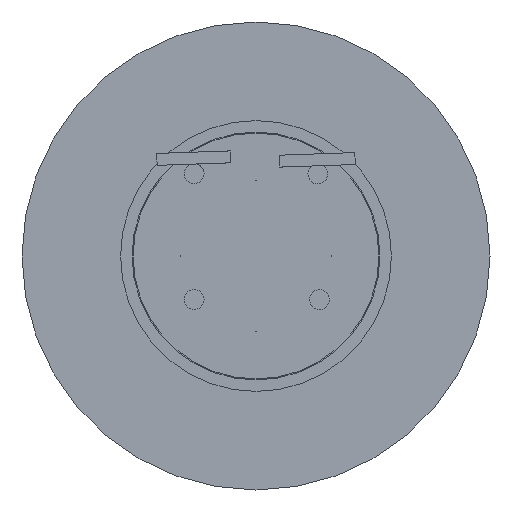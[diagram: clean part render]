
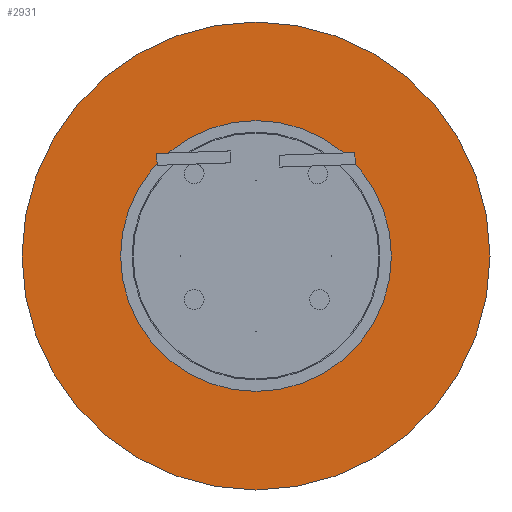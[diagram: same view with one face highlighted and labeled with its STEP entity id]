
A CAD part, left-side view. The second image highlights one B-rep face of the part: STEP entity #2931.
In plain terms, the highlighted planar face has unit normal (-1, 0, 0).
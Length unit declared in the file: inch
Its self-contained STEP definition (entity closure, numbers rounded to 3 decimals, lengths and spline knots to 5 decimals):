
#159 = VERTEX_POINT ( 'NONE', #6162 ) ;
#202 = VERTEX_POINT ( 'NONE', #695 ) ;
#387 = CARTESIAN_POINT ( 'NONE',  ( -0.17422, 0.08232, 0.43341 ) ) ;
#391 = CARTESIAN_POINT ( 'NONE',  ( -0.17422, 0.08232, 0.68191 ) ) ;
#695 = CARTESIAN_POINT ( 'NONE',  ( -0.17422, 0.08232, -0.24959 ) ) ;
#829 = CARTESIAN_POINT ( 'NONE',  ( -0.17422, 0.08232, 0.09191 ) ) ;
#830 = DIRECTION ( 'NONE',  ( -1., 0., 0. ) ) ;
#831 = DIRECTION ( 'NONE',  ( 0., 0., 1. ) ) ;
#1341 = FACE_BOUND ( 'NONE', #3172, .T. ) ;
#1353 = FACE_OUTER_BOUND ( 'NONE', #3188, .T. ) ;
#1522 = AXIS2_PLACEMENT_3D ( 'NONE', #5662, #5668, #5669 ) ;
#2020 = AXIS2_PLACEMENT_3D ( 'NONE', #3436, #3437, #3438 ) ;
#2036 = EDGE_CURVE ( 'NONE', #6009, #159, #4251, .T. ) ;
#2037 = AXIS2_PLACEMENT_3D ( 'NONE', #3451, #3452, #3453 ) ;
#2056 = EDGE_CURVE ( 'NONE', #159, #6009, #4294, .T. ) ;
#2062 = EDGE_CURVE ( 'NONE', #6005, #202, #4312, .T. ) ;
#2143 = AXIS2_PLACEMENT_3D ( 'NONE', #3123, #3124, #3125 ) ;
#2931 = ADVANCED_FACE ( 'NONE', ( #1341, #1353 ), #5666, .F. ) ;
#3123 = CARTESIAN_POINT ( 'NONE',  ( -0.17422, 0.08232, 0.09191 ) ) ;
#3124 = DIRECTION ( 'NONE',  ( -1., 0., 0. ) ) ;
#3125 = DIRECTION ( 'NONE',  ( 0., 0., 1. ) ) ;
#3172 = EDGE_LOOP ( 'NONE', ( #3922, #3919 ) ) ;
#3188 = EDGE_LOOP ( 'NONE', ( #3870, #3961 ) ) ;
#3436 = CARTESIAN_POINT ( 'NONE',  ( -0.17422, 0.08232, 0.09191 ) ) ;
#3437 = DIRECTION ( 'NONE',  ( -1., 0., 0. ) ) ;
#3438 = DIRECTION ( 'NONE',  ( 0., 0., 1. ) ) ;
#3451 = CARTESIAN_POINT ( 'NONE',  ( -0.17422, 0.08232, 0.09191 ) ) ;
#3452 = DIRECTION ( 'NONE',  ( -1., 0., 0. ) ) ;
#3453 = DIRECTION ( 'NONE',  ( 0., 0., 1. ) ) ;
#3870 = ORIENTED_EDGE ( 'NONE', *, *, #2036, .T. ) ;
#3919 = ORIENTED_EDGE ( 'NONE', *, *, #6696, .F. ) ;
#3922 = ORIENTED_EDGE ( 'NONE', *, *, #2062, .F. ) ;
#3961 = ORIENTED_EDGE ( 'NONE', *, *, #2056, .T. ) ;
#4251 = CIRCLE ( 'NONE', #2143, 0.59 ) ;
#4294 = CIRCLE ( 'NONE', #2020, 0.59 ) ;
#4312 = CIRCLE ( 'NONE', #2037, 0.3415 ) ;
#5564 = CIRCLE ( 'NONE', #6865, 0.3415 ) ;
#5662 = CARTESIAN_POINT ( 'NONE',  ( -0.17422, 0.67232, 0.09191 ) ) ;
#5666 = PLANE ( 'NONE',  #1522 ) ;
#5668 = DIRECTION ( 'NONE',  ( 1., 0., 0. ) ) ;
#5669 = DIRECTION ( 'NONE',  ( 0., 0., -1. ) ) ;
#6005 = VERTEX_POINT ( 'NONE', #387 ) ;
#6009 = VERTEX_POINT ( 'NONE', #391 ) ;
#6162 = CARTESIAN_POINT ( 'NONE',  ( -0.17422, 0.08232, -0.49809 ) ) ;
#6696 = EDGE_CURVE ( 'NONE', #202, #6005, #5564, .T. ) ;
#6865 = AXIS2_PLACEMENT_3D ( 'NONE', #829, #830, #831 ) ;
